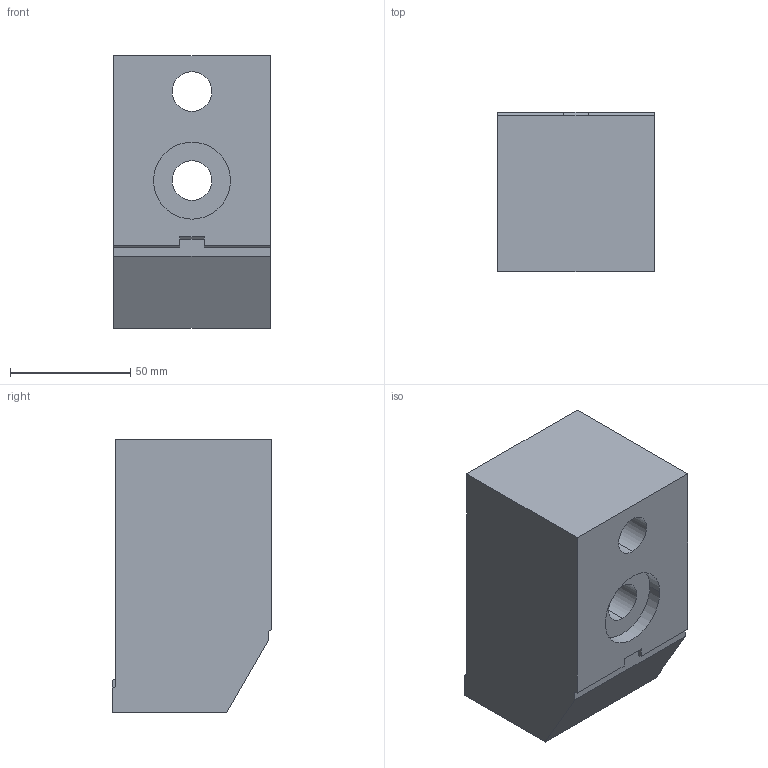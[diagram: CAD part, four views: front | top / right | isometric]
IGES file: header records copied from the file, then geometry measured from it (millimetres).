
Start section:  PTC IGES file: ilc15311202.igs
Global section: file name: ilc15311202.igs; native system: Pro/ENGINEER by Parametric Technology Corporation; preprocessor: 2004290; author: KR; organization: Unknown; date: 050421.105950; units: inch
Bounding box: 65.02 x 66.52 x 113.49 mm (x, y, z)
Surface area: 47585.8 mm2 (no closed solid volume)
Topology: 0 solids, 0 shells, 64 faces, 326 edges, 326 vertices
Faces by surface type: bspline 46, revolution 18
